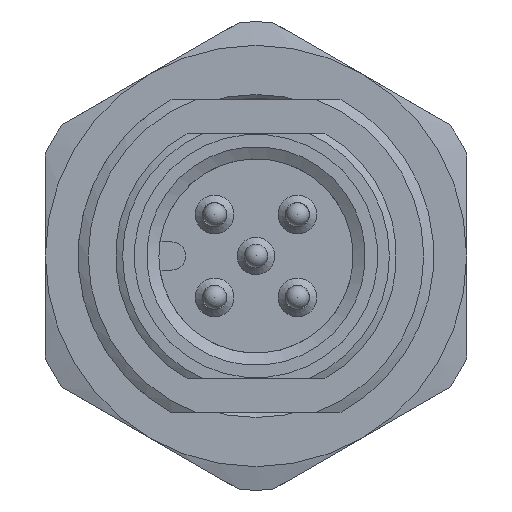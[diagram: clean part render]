
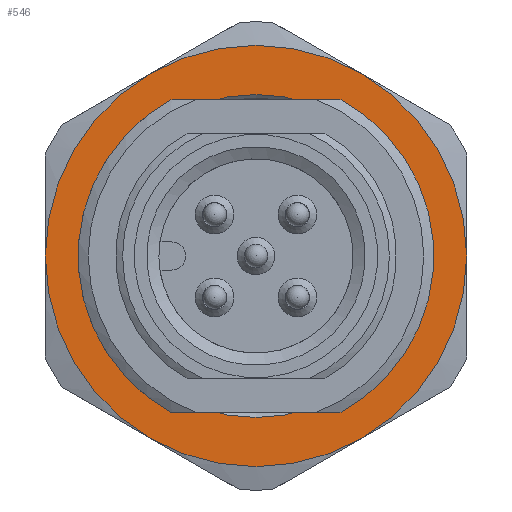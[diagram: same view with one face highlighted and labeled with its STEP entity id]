
A CAD part, left-side view. The second image highlights one B-rep face of the part: STEP entity #546.
In plain terms, the highlighted planar face has unit normal (-1, 0, 0).
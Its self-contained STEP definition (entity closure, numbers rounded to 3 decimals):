
#546=ADVANCED_FACE('',(#747,#748),#620,.T.);
#620=PLANE('',#2988);
#747=FACE_BOUND('',#960,.T.);
#748=FACE_BOUND('',#961,.T.);
#960=EDGE_LOOP('',(#1758));
#961=EDGE_LOOP('',(#1759,#1760,#1761,#1762,#1763,#1764));
#1113=CIRCLE('',#2981,6.9);
#1114=CIRCLE('',#2982,9.);
#1115=CIRCLE('',#2983,9.);
#1116=CIRCLE('',#2984,9.);
#1117=CIRCLE('',#2985,9.);
#1118=CIRCLE('',#2986,9.);
#1119=CIRCLE('',#2987,9.);
#1758=ORIENTED_EDGE('',*,*,#2406,.T.);
#1759=ORIENTED_EDGE('',*,*,#2407,.T.);
#1760=ORIENTED_EDGE('',*,*,#2408,.T.);
#1761=ORIENTED_EDGE('',*,*,#2409,.T.);
#1762=ORIENTED_EDGE('',*,*,#2410,.T.);
#1763=ORIENTED_EDGE('',*,*,#2411,.T.);
#1764=ORIENTED_EDGE('',*,*,#2412,.T.);
#2067=VERTEX_POINT('',#5082);
#2068=VERTEX_POINT('',#5084);
#2069=VERTEX_POINT('',#5085);
#2070=VERTEX_POINT('',#5087);
#2071=VERTEX_POINT('',#5089);
#2072=VERTEX_POINT('',#5091);
#2073=VERTEX_POINT('',#5093);
#2406=EDGE_CURVE('',#2067,#2067,#1113,.T.);
#2407=EDGE_CURVE('',#2068,#2069,#1114,.T.);
#2408=EDGE_CURVE('',#2069,#2070,#1115,.T.);
#2409=EDGE_CURVE('',#2070,#2071,#1116,.T.);
#2410=EDGE_CURVE('',#2071,#2072,#1117,.T.);
#2411=EDGE_CURVE('',#2072,#2073,#1118,.T.);
#2412=EDGE_CURVE('',#2073,#2068,#1119,.T.);
#2981=AXIS2_PLACEMENT_3D('',#5081,#3730,#3731);
#2982=AXIS2_PLACEMENT_3D('',#5083,#3732,#3733);
#2983=AXIS2_PLACEMENT_3D('',#5086,#3734,#3735);
#2984=AXIS2_PLACEMENT_3D('',#5088,#3736,#3737);
#2985=AXIS2_PLACEMENT_3D('',#5090,#3738,#3739);
#2986=AXIS2_PLACEMENT_3D('',#5092,#3740,#3741);
#2987=AXIS2_PLACEMENT_3D('',#5094,#3742,#3743);
#2988=AXIS2_PLACEMENT_3D('',#5095,#3744,#3745);
#3730=DIRECTION('',(1.,0.,0.));
#3731=DIRECTION('',(0.,0.,-1.));
#3732=DIRECTION('',(-1.,0.,0.));
#3733=DIRECTION('',(0.,0.,1.));
#3734=DIRECTION('',(-1.,0.,0.));
#3735=DIRECTION('',(0.,0.,1.));
#3736=DIRECTION('',(-1.,0.,0.));
#3737=DIRECTION('',(0.,0.,1.));
#3738=DIRECTION('',(-1.,0.,0.));
#3739=DIRECTION('',(0.,0.,1.));
#3740=DIRECTION('',(-1.,0.,0.));
#3741=DIRECTION('',(0.,0.,1.));
#3742=DIRECTION('',(-1.,0.,0.));
#3743=DIRECTION('',(0.,0.,1.));
#3744=DIRECTION('',(-1.,0.,0.));
#3745=DIRECTION('',(0.,0.,1.));
#5081=CARTESIAN_POINT('',(12.7,0.,0.));
#5082=CARTESIAN_POINT('',(12.7,0.,-6.9));
#5083=CARTESIAN_POINT('',(12.7,0.,0.));
#5084=CARTESIAN_POINT('',(12.7,-9.,0.));
#5085=CARTESIAN_POINT('',(12.7,-4.5,7.794));
#5086=CARTESIAN_POINT('',(12.7,0.,0.));
#5087=CARTESIAN_POINT('',(12.7,4.5,7.794));
#5088=CARTESIAN_POINT('',(12.7,0.,0.));
#5089=CARTESIAN_POINT('',(12.7,9.,0.));
#5090=CARTESIAN_POINT('',(12.7,0.,0.));
#5091=CARTESIAN_POINT('',(12.7,4.5,-7.794));
#5092=CARTESIAN_POINT('',(12.7,0.,0.));
#5093=CARTESIAN_POINT('',(12.7,-4.5,-7.794));
#5094=CARTESIAN_POINT('',(12.7,0.,0.));
#5095=CARTESIAN_POINT('',(12.7,0.,0.));
